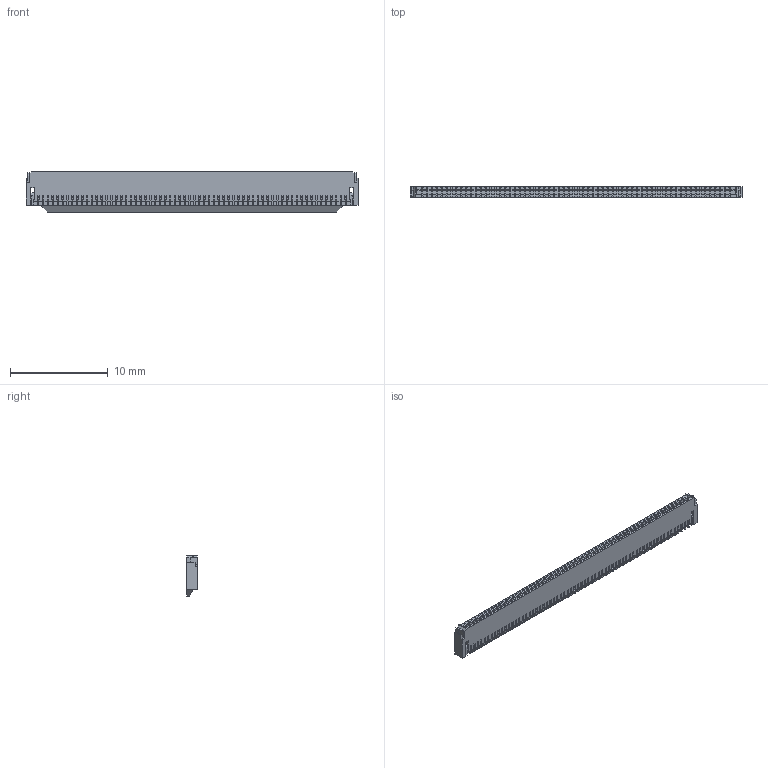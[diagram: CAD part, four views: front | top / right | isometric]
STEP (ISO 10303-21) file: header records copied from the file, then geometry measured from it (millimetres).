
FILE_DESCRIPTION (( 'STEP AP214' ), '1' );
FILE_NAME ('OMRON-XF2W_6415_1AE.step', '2012-01-13T07:24:06', ( 'sysAdmin' ), ( 'SolidWorks' ), 'SwSTEP 2.0', 'SolidWorks 2012', '' );
FILE_SCHEMA (( 'AUTOMOTIVE_DESIGN' ));
Length unit declared in the file: millimetre
Products named in the file (1): OMRON-XF2W_6415_1AE
Bounding box: 34 x 1.1 x 4.1 mm (x, y, z)
Volume: 95 mm3; surface area: 707 mm2
Topology: 1 solids, 1 shells, 3564 faces, 10293 edges, 6732 vertices
Faces by surface type: plane 3300, cylinder 264
Entity records: 132825 total; most frequent: CARTESIAN_POINT 20590, ORIENTED_EDGE 20586, DIRECTION 18085, EDGE_CURVE 10293, VECTOR 9631, LINE 9631, VERTEX_POINT 6732, AXIS2_PLACEMENT_3D 4227
